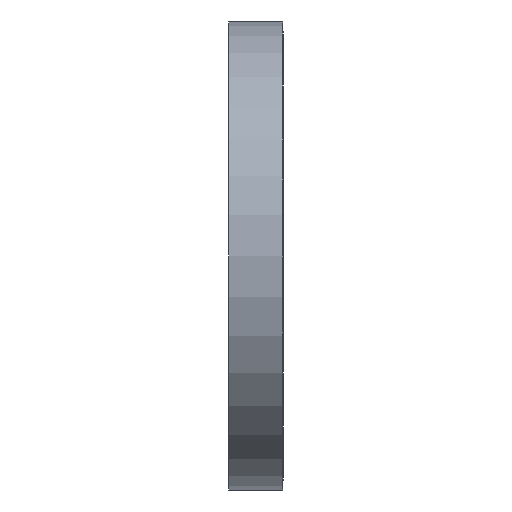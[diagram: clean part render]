
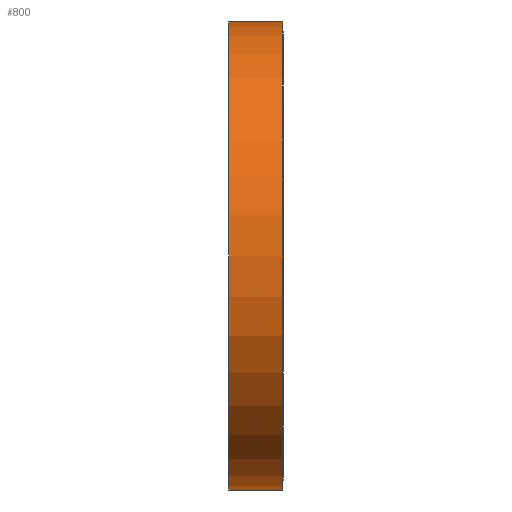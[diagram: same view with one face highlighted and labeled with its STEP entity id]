
A CAD part, left-side view. The second image highlights one B-rep face of the part: STEP entity #800.
In plain terms, the highlighted cylindrical face has radius 6.5 mm (diameter 13 mm), a partial arc.
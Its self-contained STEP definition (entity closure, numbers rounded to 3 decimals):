
#82=FACE_OUTER_BOUND('',#128,.T.);
#128=EDGE_LOOP('',(#691,#692,#693,#694));
#207=LINE('',#1351,#281);
#208=LINE('',#1354,#282);
#281=VECTOR('',#1117,10.);
#282=VECTOR('',#1120,10.);
#323=CIRCLE('',#890,6.5);
#325=CIRCLE('',#893,6.5);
#396=VERTEX_POINT('',#1342);
#397=VERTEX_POINT('',#1344);
#399=VERTEX_POINT('',#1350);
#400=VERTEX_POINT('',#1352);
#506=EDGE_CURVE('',#396,#397,#323,.T.);
#509=EDGE_CURVE('',#399,#396,#207,.T.);
#510=EDGE_CURVE('',#400,#399,#325,.T.);
#511=EDGE_CURVE('',#397,#400,#208,.T.);
#691=ORIENTED_EDGE('',*,*,#509,.F.);
#692=ORIENTED_EDGE('',*,*,#510,.F.);
#693=ORIENTED_EDGE('',*,*,#511,.F.);
#694=ORIENTED_EDGE('',*,*,#506,.F.);
#763=CYLINDRICAL_SURFACE('',#892,6.5);
#800=ADVANCED_FACE('',(#82),#763,.T.);
#890=AXIS2_PLACEMENT_3D('',#1345,#1110,#1111);
#892=AXIS2_PLACEMENT_3D('',#1349,#1115,#1116);
#893=AXIS2_PLACEMENT_3D('',#1353,#1118,#1119);
#1110=DIRECTION('center_axis',(0.,-1.,0.));
#1111=DIRECTION('ref_axis',(0.,0.,-1.));
#1115=DIRECTION('center_axis',(0.,1.,0.));
#1116=DIRECTION('ref_axis',(0.,0.,-1.));
#1117=DIRECTION('',(0.,-1.,0.));
#1118=DIRECTION('center_axis',(0.,1.,0.));
#1119=DIRECTION('ref_axis',(0.,0.,-1.));
#1120=DIRECTION('',(0.,1.,0.));
#1342=CARTESIAN_POINT('',(-10.15,-0.75,6.5));
#1344=CARTESIAN_POINT('',(-10.15,-0.75,-6.5));
#1345=CARTESIAN_POINT('Origin',(-10.15,-0.75,0.));
#1349=CARTESIAN_POINT('Origin',(-10.15,0.,0.));
#1350=CARTESIAN_POINT('',(-10.15,0.75,6.5));
#1351=CARTESIAN_POINT('',(-10.15,0.,6.5));
#1352=CARTESIAN_POINT('',(-10.15,0.75,-6.5));
#1353=CARTESIAN_POINT('Origin',(-10.15,0.75,0.));
#1354=CARTESIAN_POINT('',(-10.15,0.,-6.5));
